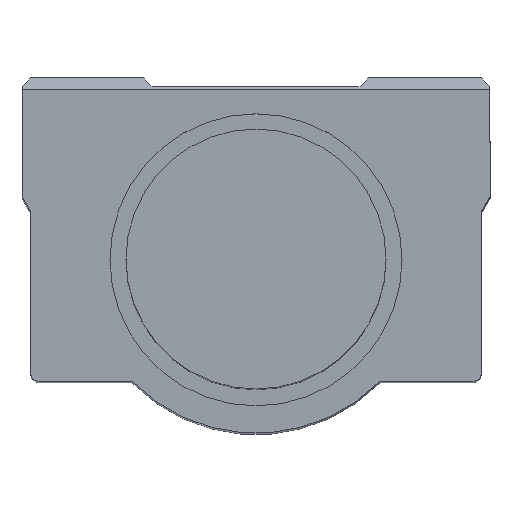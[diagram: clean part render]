
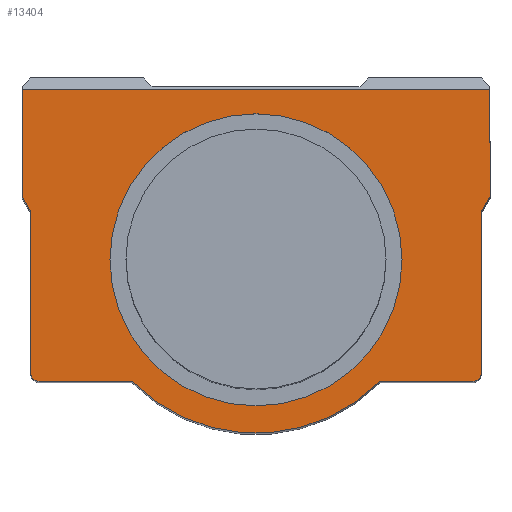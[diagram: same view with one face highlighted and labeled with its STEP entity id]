
A CAD part, top view. The second image highlights one B-rep face of the part: STEP entity #13404.
In plain terms, the highlighted planar face has unit normal (0, 0, 1).
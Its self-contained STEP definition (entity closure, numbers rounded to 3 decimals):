
#205=CARTESIAN_POINT('',(0.0,-16.85,53.));
#206=VERTEX_POINT('',#205);
#207=CARTESIAN_POINT('',(0.0,0.0,53.));
#208=DIRECTION('',(0.0,0.0,-1.0));
#209=DIRECTION('',(0.0,-1.0,0.0));
#210=AXIS2_PLACEMENT_3D('',#207,#208,#209);
#211=CIRCLE('',#210,16.85);
#212=EDGE_CURVE('',#206,#206,#211,.T.);
#686=CARTESIAN_POINT('',(-14.491,-14.,53.));
#687=VERTEX_POINT('',#686);
#688=CARTESIAN_POINT('',(-25.0,-14.0,53.));
#689=VERTEX_POINT('',#688);
#690=CARTESIAN_POINT('',(-14.491,-14.,53.));
#691=DIRECTION('',(-1.0,0.0,0.0));
#692=VECTOR('',#691,10.509);
#693=LINE('',#690,#692);
#694=EDGE_CURVE('',#687,#689,#693,.T.);
#780=CARTESIAN_POINT('',(25.0,-14.,53.));
#781=VERTEX_POINT('',#780);
#782=CARTESIAN_POINT('',(14.491,-14.0,53.));
#783=VERTEX_POINT('',#782);
#784=CARTESIAN_POINT('',(25.0,-14.,53.));
#785=DIRECTION('',(-1.0,0.0,0.0));
#786=VECTOR('',#785,10.509);
#787=LINE('',#784,#786);
#788=EDGE_CURVE('',#781,#783,#787,.T.);
#12446=CARTESIAN_POINT('',(26.,5.568,53.));
#12447=VERTEX_POINT('',#12446);
#12448=CARTESIAN_POINT('',(26.,-13.,53.));
#12449=VERTEX_POINT('',#12448);
#12450=CARTESIAN_POINT('',(26.,5.568,53.));
#12451=DIRECTION('',(0.0,-1.0,0.0));
#12452=VECTOR('',#12451,18.568);
#12453=LINE('',#12450,#12452);
#12454=EDGE_CURVE('',#12447,#12449,#12453,.T.);
#12998=CARTESIAN_POINT('',(-27.,19.7,53.));
#12999=VERTEX_POINT('',#12998);
#13006=CARTESIAN_POINT('',(27.,19.7,53.));
#13007=VERTEX_POINT('',#13006);
#13008=CARTESIAN_POINT('',(-27.,19.7,53.));
#13009=DIRECTION('',(1.0,0.0,0.0));
#13010=VECTOR('',#13009,54.0);
#13011=LINE('',#13008,#13010);
#13012=EDGE_CURVE('',#12999,#13007,#13011,.T.);
#13065=CARTESIAN_POINT('',(-27.0,7.3,53.));
#13066=VERTEX_POINT('',#13065);
#13073=CARTESIAN_POINT('',(-27.0,7.3,53.));
#13074=DIRECTION('',(0.0,1.0,0.0));
#13075=VECTOR('',#13074,12.4);
#13076=LINE('',#13073,#13075);
#13077=EDGE_CURVE('',#13066,#12999,#13076,.T.);
#13177=CARTESIAN_POINT('',(27.0,7.3,53.));
#13178=VERTEX_POINT('',#13177);
#13179=CARTESIAN_POINT('',(27.,19.7,53.));
#13180=DIRECTION('',(0.0,-1.0,0.0));
#13181=VECTOR('',#13180,12.4);
#13182=LINE('',#13179,#13181);
#13183=EDGE_CURVE('',#13007,#13178,#13182,.T.);
#13200=CARTESIAN_POINT('',(27.0,7.3,53.));
#13201=DIRECTION('',(-0.5,-0.866,0.0));
#13202=VECTOR('',#13201,2.);
#13203=LINE('',#13200,#13202);
#13204=EDGE_CURVE('',#13178,#12447,#13203,.T.);
#13233=CARTESIAN_POINT('',(25.0,-13.,53.));
#13234=DIRECTION('',(0.0,0.0,-1.0));
#13235=DIRECTION('',(0.0,1.0,0.0));
#13236=AXIS2_PLACEMENT_3D('',#13233,#13234,#13235);
#13237=CIRCLE('',#13236,1.0);
#13238=EDGE_CURVE('',#12449,#781,#13237,.T.);
#13251=CARTESIAN_POINT('',(14.138,-14.146,53.));
#13252=VERTEX_POINT('',#13251);
#13253=CARTESIAN_POINT('',(14.491,-14.5,53.));
#13254=DIRECTION('',(0.0,0.0,1.0));
#13255=DIRECTION('',(0.0,1.0,0.0));
#13256=AXIS2_PLACEMENT_3D('',#13253,#13254,#13255);
#13257=CIRCLE('',#13256,0.5);
#13258=EDGE_CURVE('',#783,#13252,#13257,.T.);
#13276=CARTESIAN_POINT('',(-14.138,-14.146,53.));
#13277=VERTEX_POINT('',#13276);
#13278=CARTESIAN_POINT('',(0.0,0.0,53.));
#13279=DIRECTION('',(0.0,0.0,-1.0));
#13280=DIRECTION('',(0.707,0.707,0.0));
#13281=AXIS2_PLACEMENT_3D('',#13278,#13279,#13280);
#13282=CIRCLE('',#13281,20.0);
#13283=EDGE_CURVE('',#13252,#13277,#13282,.T.);
#13301=CARTESIAN_POINT('',(-14.491,-14.5,53.));
#13302=DIRECTION('',(0.0,0.0,1.0));
#13303=DIRECTION('',(0.707,0.707,0.0));
#13304=AXIS2_PLACEMENT_3D('',#13301,#13302,#13303);
#13305=CIRCLE('',#13304,0.5);
#13306=EDGE_CURVE('',#13277,#687,#13305,.T.);
#13319=CARTESIAN_POINT('',(-26.,-13.,53.));
#13320=VERTEX_POINT('',#13319);
#13321=CARTESIAN_POINT('',(-25.0,-13.,53.));
#13322=DIRECTION('',(0.0,0.0,-1.0));
#13323=DIRECTION('',(1.0,0.0,0.0));
#13324=AXIS2_PLACEMENT_3D('',#13321,#13322,#13323);
#13325=CIRCLE('',#13324,1.0);
#13326=EDGE_CURVE('',#689,#13320,#13325,.T.);
#13344=CARTESIAN_POINT('',(-26.,5.568,53.));
#13345=VERTEX_POINT('',#13344);
#13346=CARTESIAN_POINT('',(-26.,-13.,53.));
#13347=DIRECTION('',(0.0,1.0,0.0));
#13348=VECTOR('',#13347,18.568);
#13349=LINE('',#13346,#13348);
#13350=EDGE_CURVE('',#13320,#13345,#13349,.T.);
#13368=CARTESIAN_POINT('',(-26.,5.568,53.));
#13369=DIRECTION('',(-0.5,0.866,0.0));
#13370=VECTOR('',#13369,2.);
#13371=LINE('',#13368,#13370);
#13372=EDGE_CURVE('',#13345,#13066,#13371,.T.);
#13380=CARTESIAN_POINT('',(0.,2.731,53.));
#13381=DIRECTION('',(0.0,0.0,1.0));
#13382=DIRECTION('',(1.0,0.0,0.0));
#13383=AXIS2_PLACEMENT_3D('',#13380,#13381,#13382);
#13384=PLANE('',#13383);
#13385=ORIENTED_EDGE('',*,*,#13012,.F.);
#13386=ORIENTED_EDGE('',*,*,#13077,.F.);
#13387=ORIENTED_EDGE('',*,*,#13372,.F.);
#13388=ORIENTED_EDGE('',*,*,#13350,.F.);
#13389=ORIENTED_EDGE('',*,*,#13326,.F.);
#13390=ORIENTED_EDGE('',*,*,#694,.F.);
#13391=ORIENTED_EDGE('',*,*,#13306,.F.);
#13392=ORIENTED_EDGE('',*,*,#13283,.F.);
#13393=ORIENTED_EDGE('',*,*,#13258,.F.);
#13394=ORIENTED_EDGE('',*,*,#788,.F.);
#13395=ORIENTED_EDGE('',*,*,#13238,.F.);
#13396=ORIENTED_EDGE('',*,*,#12454,.F.);
#13397=ORIENTED_EDGE('',*,*,#13204,.F.);
#13398=ORIENTED_EDGE('',*,*,#13183,.F.);
#13399=EDGE_LOOP('',(#13385,#13386,#13387,#13388,#13389,#13390,#13391,#13392,#13393,#13394,#13395,#13396,#13397,#13398));
#13400=FACE_OUTER_BOUND('',#13399,.T.);
#13401=ORIENTED_EDGE('',*,*,#212,.T.);
#13402=EDGE_LOOP('',(#13401));
#13403=FACE_BOUND('',#13402,.T.);
#13404=ADVANCED_FACE('',(#13400,#13403),#13384,.T.);
